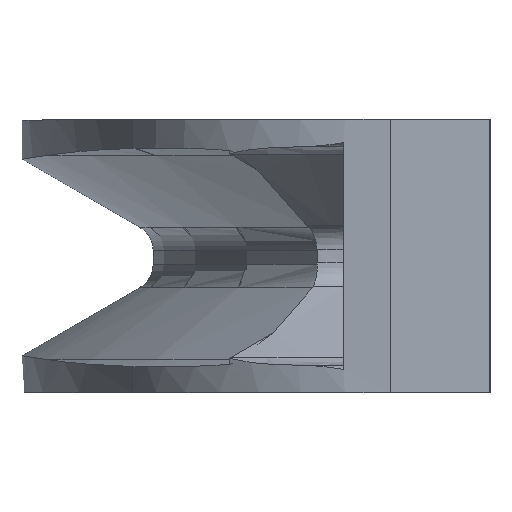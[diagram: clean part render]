
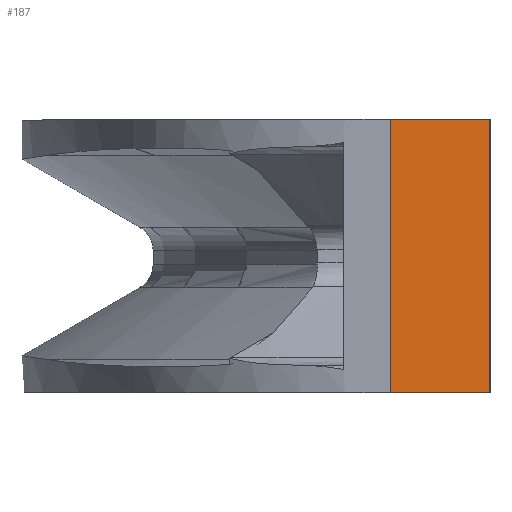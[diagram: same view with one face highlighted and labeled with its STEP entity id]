
A CAD part, left-side view. The second image highlights one B-rep face of the part: STEP entity #187.
In plain terms, the highlighted planar face has unit normal (-1, 0, 0).
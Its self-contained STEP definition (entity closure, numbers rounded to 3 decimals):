
#187 = ADVANCED_FACE( '', ( #419 ), #420, .T. );
#419 = FACE_OUTER_BOUND( '', #651, .T. );
#420 = PLANE( '', #652 );
#651 = EDGE_LOOP( '', ( #1639, #1640, #1641, #1642 ) );
#652 = AXIS2_PLACEMENT_3D( '', #1643, #1644, #1645 );
#1639 = ORIENTED_EDGE( '', *, *, #1887, .T. );
#1640 = ORIENTED_EDGE( '', *, *, #1970, .F. );
#1641 = ORIENTED_EDGE( '', *, *, #1917, .F. );
#1642 = ORIENTED_EDGE( '', *, *, #1805, .T. );
#1643 = CARTESIAN_POINT( '', ( 0., 10.215, 14. ) );
#1644 = DIRECTION( '', ( -1., 0., 0. ) );
#1645 = DIRECTION( '', ( 0., 1., 0. ) );
#1805 = EDGE_CURVE( '', #2252, #2250, #2253, .T. );
#1887 = EDGE_CURVE( '', #2250, #2382, #2384, .T. );
#1917 = EDGE_CURVE( '', #2252, #2429, #2430, .T. );
#1970 = EDGE_CURVE( '', #2429, #2382, #2511, .T. );
#2250 = VERTEX_POINT( '', #3280 );
#2252 = VERTEX_POINT( '', #3282 );
#2253 = LINE( '', #3283, #3284 );
#2382 = VERTEX_POINT( '', #3666 );
#2384 = LINE( '', #3669, #3670 );
#2429 = VERTEX_POINT( '', #3725 );
#2430 = LINE( '', #3726, #3727 );
#2511 = LINE( '', #3840, #3841 );
#3280 = CARTESIAN_POINT( '', ( 0., 10.215, -14. ) );
#3282 = CARTESIAN_POINT( '', ( 0., 10.215, 14. ) );
#3283 = CARTESIAN_POINT( '', ( 0., 10.215, 14. ) );
#3284 = VECTOR( '', #4097, 1. );
#3666 = CARTESIAN_POINT( '', ( 0., 0., -14. ) );
#3669 = CARTESIAN_POINT( '', ( 0., 10.215, -14. ) );
#3670 = VECTOR( '', #4210, 1. );
#3725 = CARTESIAN_POINT( '', ( 0., 0., 14. ) );
#3726 = CARTESIAN_POINT( '', ( 0., 10.215, 14. ) );
#3727 = VECTOR( '', #4278, 1. );
#3840 = CARTESIAN_POINT( '', ( 0., 0., 14. ) );
#3841 = VECTOR( '', #4371, 1. );
#4097 = DIRECTION( '', ( 0., 0., -1. ) );
#4210 = DIRECTION( '', ( 0., -1., 0. ) );
#4278 = DIRECTION( '', ( 0., -1., 0. ) );
#4371 = DIRECTION( '', ( 0., 0., -1. ) );
